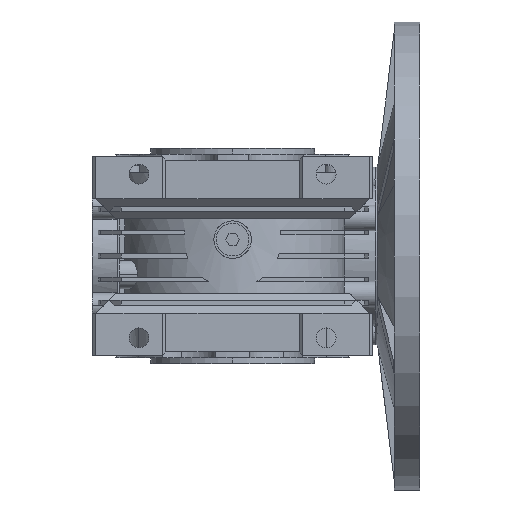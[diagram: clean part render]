
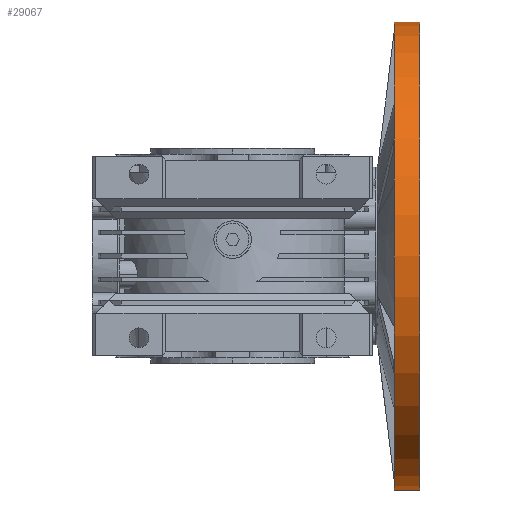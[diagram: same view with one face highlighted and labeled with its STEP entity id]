
A CAD part, front view. The second image highlights one B-rep face of the part: STEP entity #29067.
In plain terms, the highlighted cylindrical face has radius 100 mm (diameter 200 mm), a partial arc.
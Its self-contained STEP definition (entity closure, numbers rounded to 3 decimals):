
#523 = VECTOR ( 'NONE', #23367, 1000. ) ;
#1063 = LINE ( 'NONE', #11298, #523 ) ;
#6551 = VECTOR ( 'NONE', #19268, 1000. ) ;
#6947 = CIRCLE ( 'NONE', #17518, 100. ) ;
#6967 = CARTESIAN_POINT ( 'NONE',  ( 80., 50., 100. ) ) ;
#7531 = DIRECTION ( 'NONE',  ( 0., 0., -1. ) ) ;
#7702 = DIRECTION ( 'NONE',  ( -1., 0., 0. ) ) ;
#9243 = VERTEX_POINT ( 'NONE', #22255 ) ;
#9852 = CARTESIAN_POINT ( 'NONE',  ( 80., 50., 0. ) ) ;
#11287 = DIRECTION ( 'NONE',  ( 1., 0., 0. ) ) ;
#11298 = CARTESIAN_POINT ( 'NONE',  ( 84., 50., 100. ) ) ;
#11490 = LINE ( 'NONE', #26688, #6551 ) ;
#11902 = VERTEX_POINT ( 'NONE', #15324 ) ;
#12109 = CIRCLE ( 'NONE', #27932, 100. ) ;
#13415 = EDGE_CURVE ( 'NONE', #18831, #11902, #11490, .T. ) ;
#13629 = CARTESIAN_POINT ( 'NONE',  ( 69., 50., -100. ) ) ;
#14972 = CARTESIAN_POINT ( 'NONE',  ( 69., 50., 0. ) ) ;
#15099 = EDGE_LOOP ( 'NONE', ( #24281, #23567, #15761, #18536 ) ) ;
#15324 = CARTESIAN_POINT ( 'NONE',  ( 80., 50., -100. ) ) ;
#15761 = ORIENTED_EDGE ( 'NONE', *, *, #13415, .T. ) ;
#15933 = EDGE_CURVE ( 'NONE', #9243, #18831, #6947, .T. ) ;
#16756 = VERTEX_POINT ( 'NONE', #6967 ) ;
#17518 = AXIS2_PLACEMENT_3D ( 'NONE', #14972, #30180, #7531 ) ;
#18400 = CYLINDRICAL_SURFACE ( 'NONE', #22402, 100. ) ;
#18536 = ORIENTED_EDGE ( 'NONE', *, *, #26307, .T. ) ;
#18831 = VERTEX_POINT ( 'NONE', #13629 ) ;
#19268 = DIRECTION ( 'NONE',  ( 1., 0., 0. ) ) ;
#20107 = DIRECTION ( 'NONE',  ( 0., 0., -1. ) ) ;
#22255 = CARTESIAN_POINT ( 'NONE',  ( 69., 50., 100. ) ) ;
#22402 = AXIS2_PLACEMENT_3D ( 'NONE', #23516, #11287, #24002 ) ;
#23367 = DIRECTION ( 'NONE',  ( 1., 0., 0. ) ) ;
#23516 = CARTESIAN_POINT ( 'NONE',  ( 84., 50., 0. ) ) ;
#23567 = ORIENTED_EDGE ( 'NONE', *, *, #15933, .T. ) ;
#24002 = DIRECTION ( 'NONE',  ( 0., 0., -1. ) ) ;
#24281 = ORIENTED_EDGE ( 'NONE', *, *, #27982, .F. ) ;
#26307 = EDGE_CURVE ( 'NONE', #11902, #16756, #12109, .T. ) ;
#26316 = FACE_OUTER_BOUND ( 'NONE', #15099, .T. ) ;
#26688 = CARTESIAN_POINT ( 'NONE',  ( 84., 50., -100. ) ) ;
#27932 = AXIS2_PLACEMENT_3D ( 'NONE', #9852, #7702, #20107 ) ;
#27982 = EDGE_CURVE ( 'NONE', #9243, #16756, #1063, .T. ) ;
#29067 = ADVANCED_FACE ( 'NONE', ( #26316 ), #18400, .T. ) ;
#30180 = DIRECTION ( 'NONE',  ( 1., 0., 0. ) ) ;
